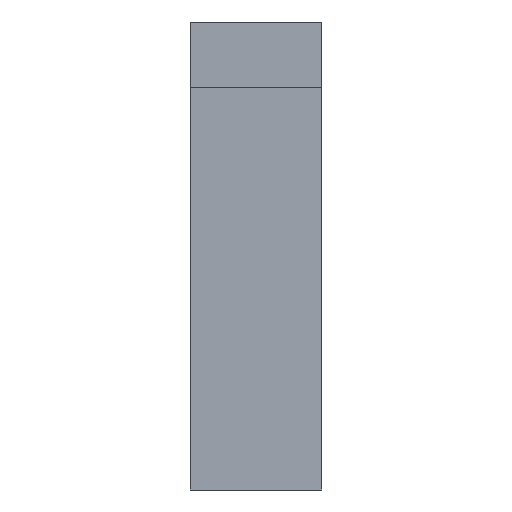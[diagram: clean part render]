
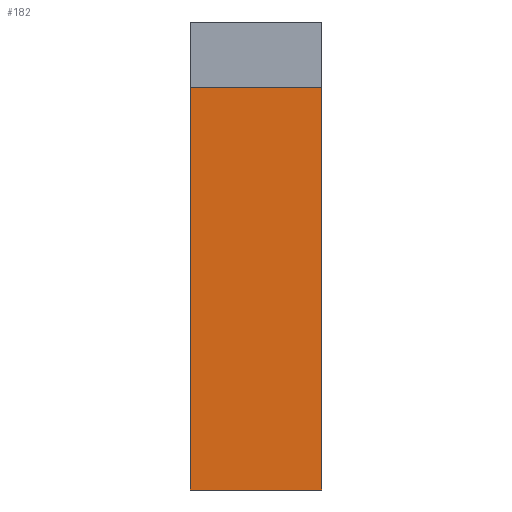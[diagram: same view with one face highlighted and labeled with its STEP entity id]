
A CAD part, left-side view. The second image highlights one B-rep face of the part: STEP entity #182.
In plain terms, the highlighted planar face has unit normal (-1, 0, 0).
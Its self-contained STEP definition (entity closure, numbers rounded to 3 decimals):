
#3 = EDGE_CURVE ( 'NONE', #156, #547, #56, .T. ) ;
#19 = DIRECTION ( 'NONE',  ( 1., 0., 0. ) ) ;
#31 = PLANE ( 'NONE',  #87 ) ;
#37 = DIRECTION ( 'NONE',  ( 0., 0., 1. ) ) ;
#56 = LINE ( 'NONE', #266, #355 ) ;
#64 = CARTESIAN_POINT ( 'NONE',  ( -17., 5., -35.5 ) ) ;
#87 = AXIS2_PLACEMENT_3D ( 'NONE', #234, #19, #183 ) ;
#108 = ORIENTED_EDGE ( 'NONE', *, *, #3, .F. ) ;
#117 = VECTOR ( 'NONE', #155, 1000. ) ;
#143 = EDGE_LOOP ( 'NONE', ( #180, #108, #277, #395 ) ) ;
#155 = DIRECTION ( 'NONE',  ( 0., 0., 1. ) ) ;
#156 = VERTEX_POINT ( 'NONE', #472 ) ;
#180 = ORIENTED_EDGE ( 'NONE', *, *, #376, .T. ) ;
#182 = ADVANCED_FACE ( 'NONE', ( #278 ), #31, .F. ) ;
#183 = DIRECTION ( 'NONE',  ( 0., 0., -1. ) ) ;
#192 = LINE ( 'NONE', #336, #334 ) ;
#200 = VERTEX_POINT ( 'NONE', #282 ) ;
#220 = DIRECTION ( 'NONE',  ( 0., -1., 0. ) ) ;
#234 = CARTESIAN_POINT ( 'NONE',  ( -17., 5., -5. ) ) ;
#248 = LINE ( 'NONE', #493, #117 ) ;
#250 = EDGE_CURVE ( 'NONE', #200, #156, #248, .T. ) ;
#266 = CARTESIAN_POINT ( 'NONE',  ( -17., 5., -5. ) ) ;
#267 = DIRECTION ( 'NONE',  ( 0., -1., 0. ) ) ;
#277 = ORIENTED_EDGE ( 'NONE', *, *, #250, .F. ) ;
#278 = FACE_OUTER_BOUND ( 'NONE', #143, .T. ) ;
#282 = CARTESIAN_POINT ( 'NONE',  ( -17., 5., -35.5 ) ) ;
#334 = VECTOR ( 'NONE', #37, 1000. ) ;
#336 = CARTESIAN_POINT ( 'NONE',  ( -17., -5., -5. ) ) ;
#355 = VECTOR ( 'NONE', #220, 1000. ) ;
#376 = EDGE_CURVE ( 'NONE', #568, #547, #192, .T. ) ;
#395 = ORIENTED_EDGE ( 'NONE', *, *, #529, .T. ) ;
#472 = CARTESIAN_POINT ( 'NONE',  ( -17., 5., -5. ) ) ;
#493 = CARTESIAN_POINT ( 'NONE',  ( -17., 5., -5. ) ) ;
#509 = LINE ( 'NONE', #64, #648 ) ;
#529 = EDGE_CURVE ( 'NONE', #200, #568, #509, .T. ) ;
#547 = VERTEX_POINT ( 'NONE', #560 ) ;
#560 = CARTESIAN_POINT ( 'NONE',  ( -17., -5., -5. ) ) ;
#568 = VERTEX_POINT ( 'NONE', #634 ) ;
#634 = CARTESIAN_POINT ( 'NONE',  ( -17., -5., -35.5 ) ) ;
#648 = VECTOR ( 'NONE', #267, 1000. ) ;
